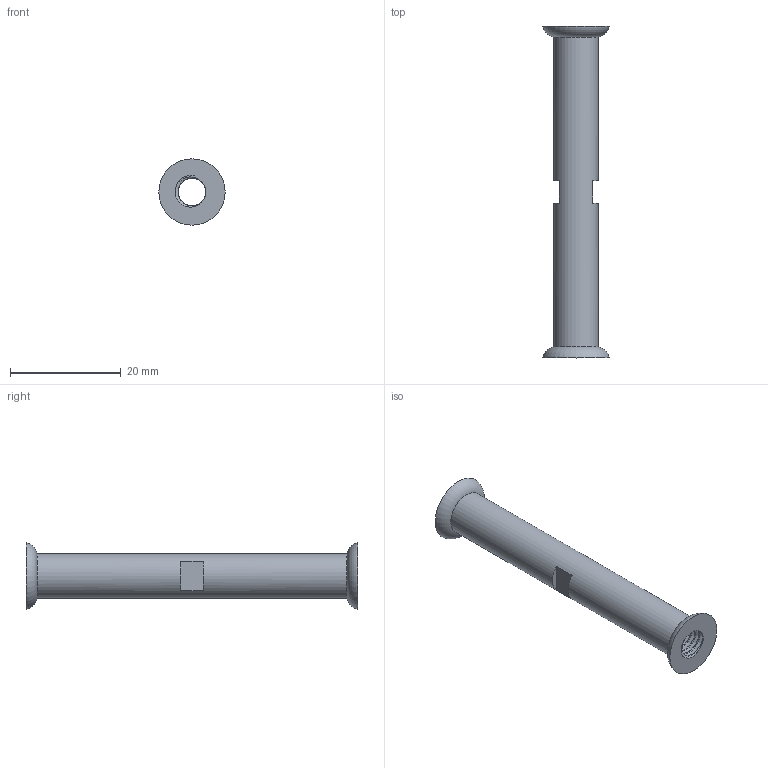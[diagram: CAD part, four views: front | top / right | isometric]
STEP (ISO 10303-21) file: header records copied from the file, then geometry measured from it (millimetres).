
FILE_DESCRIPTION(/* description */ (''),/* implementation_level */ '2;1');
FILE_NAME(/* name */ 'GROSSE ENTRETOISE v1.step',/* time_stamp */ '2022-03-03T20:41:40+01:00',/* author */ (''),/* organization */ (''),/* preprocessor_version */ 'ST-DEVELOPER v18.1',/* originating_system */ 'Autodesk Translation Framework v10.13.0.1454',/* authorisation */ '');
FILE_SCHEMA (('AUTOMOTIVE_DESIGN { 1 0 10303 214 3 1 1 }'));
Length unit declared in the file: millimetre
Products named in the file (1): GROSSE ENTRETOISE
Bounding box: 12 x 60 x 12 mm (x, y, z)
Volume: 2443.6 mm3; surface area: 2697 mm2
Topology: 1 solids, 1 shells, 83 faces, 236 edges, 156 vertices
Faces by surface type: cylinder 65, plane 10, bspline 4, cone 2, torus 2
Full cylindrical faces by diameter (mm): 5.035 x14, 6.147 x8, 8 x1
Entity records: 6625 total; most frequent: CARTESIAN_POINT 4696, ORIENTED_EDGE 468, DIRECTION 284, EDGE_CURVE 234, VERTEX_POINT 156, B_SPLINE_CURVE_WITH_KNOTS 136, AXIS2_PLACEMENT_3D 106, EDGE_LOOP 86
